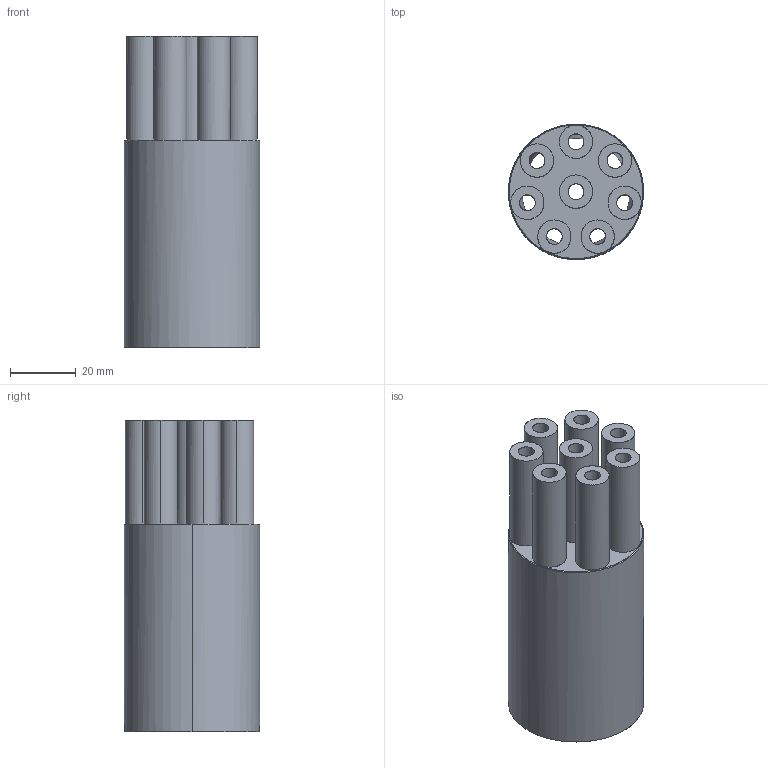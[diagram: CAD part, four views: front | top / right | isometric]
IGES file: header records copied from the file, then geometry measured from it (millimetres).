
Start section: SolidWorks IGES file using analytic representation for surfaces
Global section: file name: NUBB8-2.IGS; native system: SolidWorks 2020; preprocessor: SolidWorks 2020; author: office; date: 210514.114346; units: inch
Bounding box: 41.27 x 41.27 x 95.25 mm (x, y, z)
Surface area: 29513.4 mm2 (no closed solid volume)
Topology: 0 solids, 0 shells, 56 faces, 1414 edges, 1414 vertices
Faces by surface type: bspline 56
